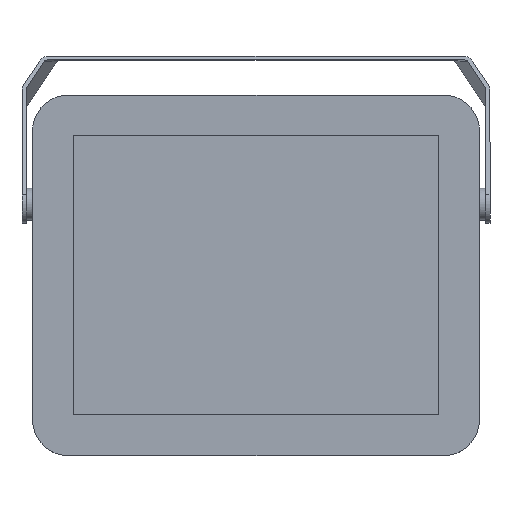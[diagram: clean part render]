
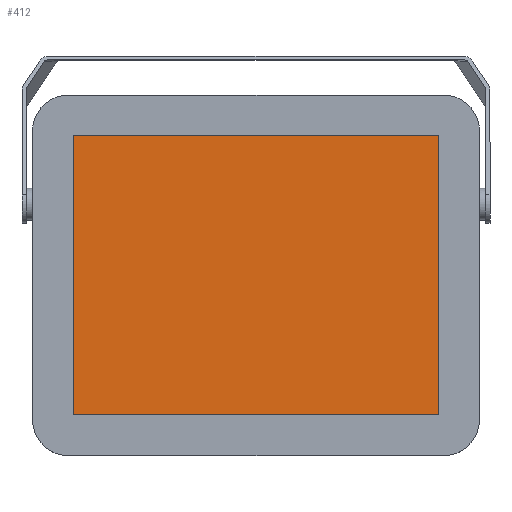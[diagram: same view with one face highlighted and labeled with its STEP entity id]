
A CAD part, top view. The second image highlights one B-rep face of the part: STEP entity #412.
In plain terms, the highlighted planar face has unit normal (0, 0, 1).
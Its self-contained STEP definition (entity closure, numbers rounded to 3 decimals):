
#2 = EDGE_CURVE ( 'NONE', #2136, #1906, #587, .T. ) ;
#125 = CARTESIAN_POINT ( 'NONE',  ( -126.6, -96.6, -2. ) ) ;
#159 = VERTEX_POINT ( 'NONE', #1731 ) ;
#160 = CARTESIAN_POINT ( 'NONE',  ( -126.6, 96.6, -2. ) ) ;
#223 = PLANE ( 'NONE',  #1527 ) ;
#254 = LINE ( 'NONE', #1332, #1203 ) ;
#295 = ORIENTED_EDGE ( 'NONE', *, *, #2, .T. ) ;
#378 = DIRECTION ( 'NONE',  ( 0., 1., 0. ) ) ;
#412 = ADVANCED_FACE ( 'NONE', ( #2168 ), #223, .F. ) ;
#587 = LINE ( 'NONE', #1441, #2687 ) ;
#684 = EDGE_LOOP ( 'NONE', ( #2464, #295, #969, #2105 ) ) ;
#823 = EDGE_CURVE ( 'NONE', #2743, #159, #2561, .T. ) ;
#915 = DIRECTION ( 'NONE',  ( 0., 0., -1. ) ) ;
#969 = ORIENTED_EDGE ( 'NONE', *, *, #2089, .T. ) ;
#1011 = DIRECTION ( 'NONE',  ( 1., 0., 0. ) ) ;
#1156 = CARTESIAN_POINT ( 'NONE',  ( 0., 0., -2. ) ) ;
#1203 = VECTOR ( 'NONE', #1563, 1000. ) ;
#1332 = CARTESIAN_POINT ( 'NONE',  ( 126.6, -96.6, -2. ) ) ;
#1441 = CARTESIAN_POINT ( 'NONE',  ( -126.6, -96.6, -2. ) ) ;
#1443 = LINE ( 'NONE', #2155, #2511 ) ;
#1527 = AXIS2_PLACEMENT_3D ( 'NONE', #1156, #915, #1587 ) ;
#1563 = DIRECTION ( 'NONE',  ( 0., 1., 0. ) ) ;
#1587 = DIRECTION ( 'NONE',  ( -1., 0., 0. ) ) ;
#1730 = VECTOR ( 'NONE', #1011, 1000. ) ;
#1731 = CARTESIAN_POINT ( 'NONE',  ( 126.6, 96.6, -2. ) ) ;
#1906 = VERTEX_POINT ( 'NONE', #2798 ) ;
#2089 = EDGE_CURVE ( 'NONE', #1906, #159, #254, .T. ) ;
#2105 = ORIENTED_EDGE ( 'NONE', *, *, #823, .F. ) ;
#2136 = VERTEX_POINT ( 'NONE', #125 ) ;
#2155 = CARTESIAN_POINT ( 'NONE',  ( -126.6, -96.6, -2. ) ) ;
#2168 = FACE_OUTER_BOUND ( 'NONE', #684, .T. ) ;
#2278 = CARTESIAN_POINT ( 'NONE',  ( -126.6, 96.6, -2. ) ) ;
#2296 = EDGE_CURVE ( 'NONE', #2136, #2743, #1443, .T. ) ;
#2464 = ORIENTED_EDGE ( 'NONE', *, *, #2296, .F. ) ;
#2511 = VECTOR ( 'NONE', #378, 1000. ) ;
#2540 = DIRECTION ( 'NONE',  ( 1., 0., 0. ) ) ;
#2561 = LINE ( 'NONE', #160, #1730 ) ;
#2687 = VECTOR ( 'NONE', #2540, 1000. ) ;
#2743 = VERTEX_POINT ( 'NONE', #2278 ) ;
#2798 = CARTESIAN_POINT ( 'NONE',  ( 126.6, -96.6, -2. ) ) ;
